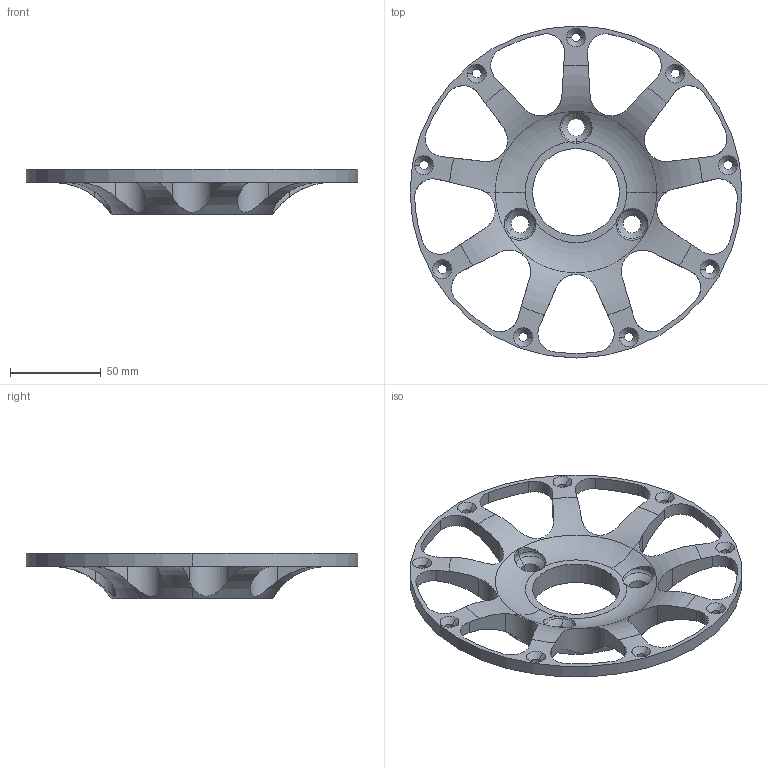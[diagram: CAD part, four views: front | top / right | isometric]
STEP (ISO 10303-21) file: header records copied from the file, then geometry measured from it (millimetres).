
FILE_DESCRIPTION (( 'STEP AP214' ), '1' );
FILE_NAME ('245-01-11A.STEP', '2023-07-16T20:29:11', ( '' ), ( '' ), 'SwSTEP 2.0', 'SolidWorks 2022', '' );
FILE_SCHEMA (( 'AUTOMOTIVE_DESIGN' ));
Length unit declared in the file: inch
Products named in the file (1): 245-01-11A
Bounding box: 182.88 x 182.88 x 24.89 mm (x, y, z)
Volume: 118856.9 mm3; surface area: 47206.7 mm2
Topology: 1 solids, 1 shells, 155 faces, 472 edges, 303 vertices
Faces by surface type: cylinder 94, plane 25, cone 24, torus 12
Entity records: 6689 total; most frequent: CARTESIAN_POINT 2304, ORIENTED_EDGE 944, DIRECTION 915, EDGE_CURVE 472, AXIS2_PLACEMENT_3D 382, VERTEX_POINT 303, CIRCLE 226, EDGE_LOOP 183
